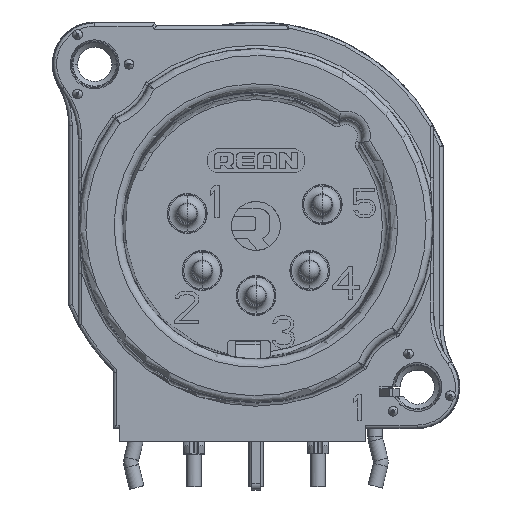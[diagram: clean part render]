
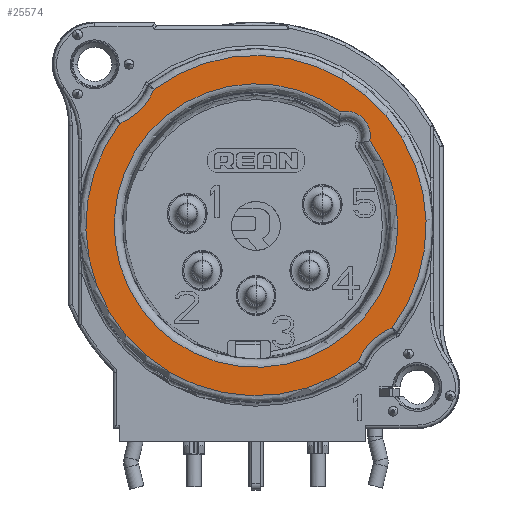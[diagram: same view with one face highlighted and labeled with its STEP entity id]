
A CAD part, top view. The second image highlights one B-rep face of the part: STEP entity #25574.
In plain terms, the highlighted planar face has unit normal (0, 0, 1).
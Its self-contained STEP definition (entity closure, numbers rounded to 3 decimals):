
#4081=CARTESIAN_POINT('',(9.9,-9.9,2.7));
#4082=DIRECTION('',(0.,0.,1.));
#4083=DIRECTION('',(-0.388,0.922,0.));
#4084=AXIS2_PLACEMENT_3D('',#4081,#4082,#4083);
#4086=CARTESIAN_POINT('',(0.,0.,2.7));
#4087=DIRECTION('',(0.,0.,-1.));
#4088=DIRECTION('',(0.599,-0.801,0.));
#4089=AXIS2_PLACEMENT_3D('',#4086,#4087,#4088);
#4091=CARTESIAN_POINT('',(-9.9,9.9,2.7));
#4092=DIRECTION('',(0.,0.,1.));
#4093=DIRECTION('',(0.388,-0.922,0.));
#4094=AXIS2_PLACEMENT_3D('',#4091,#4092,#4093);
#4096=CARTESIAN_POINT('',(0.,0.,2.7));
#4097=DIRECTION('',(0.,0.,-1.));
#4098=DIRECTION('',(-0.599,0.801,0.));
#4099=AXIS2_PLACEMENT_3D('',#4096,#4097,#4098);
#4101=CARTESIAN_POINT('',(5.515,5.515,2.7));
#4102=DIRECTION('',(0.,0.,1.));
#4103=DIRECTION('',(0.977,-0.215,0.));
#4104=AXIS2_PLACEMENT_3D('',#4101,#4102,#4103);
#4106=CARTESIAN_POINT('',(0.,0.,2.7));
#4107=DIRECTION('',(0.,0.,1.));
#4108=DIRECTION('',(0.597,0.802,0.));
#4109=AXIS2_PLACEMENT_3D('',#4106,#4107,#4108);
#4111=CARTESIAN_POINT('',(0.,0.,2.7));
#4112=DIRECTION('',(0.,0.,1.));
#4113=DIRECTION('',(-0.706,-0.708,0.));
#4114=AXIS2_PLACEMENT_3D('',#4111,#4112,#4113);
#4181=CARTESIAN_POINT('',(-6.253,8.363,2.7));
#18637=VERTEX_POINT('',#4181);
#18638=CARTESIAN_POINT('',(8.363,-6.253,2.7));
#18639=VERTEX_POINT('',#18638);
#18640=CARTESIAN_POINT('',(6.253,-8.363,2.7));
#18641=VERTEX_POINT('',#18640);
#18642=CARTESIAN_POINT('',(-8.363,6.253,2.7));
#18643=VERTEX_POINT('',#18642);
#18644=CARTESIAN_POINT('',(6.98,5.193,2.7));
#18645=CARTESIAN_POINT('',(5.193,6.98,2.7));
#18646=VERTEX_POINT('',#18644);
#18647=VERTEX_POINT('',#18645);
#18648=CARTESIAN_POINT('',(-6.145,-6.159,2.7));
#18649=VERTEX_POINT('',#18648);
#25552=CARTESIAN_POINT('',(0.,0.,2.7));
#25553=DIRECTION('',(0.,0.,-1.));
#25554=DIRECTION('',(0.,-1.,0.));
#25555=AXIS2_PLACEMENT_3D('',#25552,#25553,#25554);
#25556=PLANE('',#25555);
#25558=ORIENTED_EDGE('',*,*,#25557,.T.);
#25560=ORIENTED_EDGE('',*,*,#25559,.T.);
#25562=ORIENTED_EDGE('',*,*,#25561,.T.);
#25564=ORIENTED_EDGE('',*,*,#25563,.T.);
#25565=EDGE_LOOP('',(#25558,#25560,#25562,#25564));
#25566=FACE_OUTER_BOUND('',#25565,.F.);
#25567=ORIENTED_EDGE('',*,*,#25541,.T.);
#25569=ORIENTED_EDGE('',*,*,#25568,.T.);
#25571=ORIENTED_EDGE('',*,*,#25570,.T.);
#25572=EDGE_LOOP('',(#25567,#25569,#25571));
#25573=FACE_BOUND('',#25572,.F.);
#25574=ADVANCED_FACE('',(#25566,#25573),#25556,.F.);
#4085=CIRCLE('',#4084,3.958);
#4090=CIRCLE('',#4089,10.442);
#4095=CIRCLE('',#4094,3.958);
#4100=CIRCLE('',#4099,10.442);
#4105=CIRCLE('',#4104,1.5);
#4110=CIRCLE('',#4109,8.7);
#4115=CIRCLE('',#4114,8.7);
#25541=EDGE_CURVE('',#18646,#18647,#4105,.T.);
#25557=EDGE_CURVE('',#18639,#18641,#4085,.T.);
#25559=EDGE_CURVE('',#18641,#18643,#4090,.T.);
#25561=EDGE_CURVE('',#18643,#18637,#4095,.T.);
#25563=EDGE_CURVE('',#18637,#18639,#4100,.T.);
#25568=EDGE_CURVE('',#18647,#18649,#4110,.T.);
#25570=EDGE_CURVE('',#18649,#18646,#4115,.T.);
